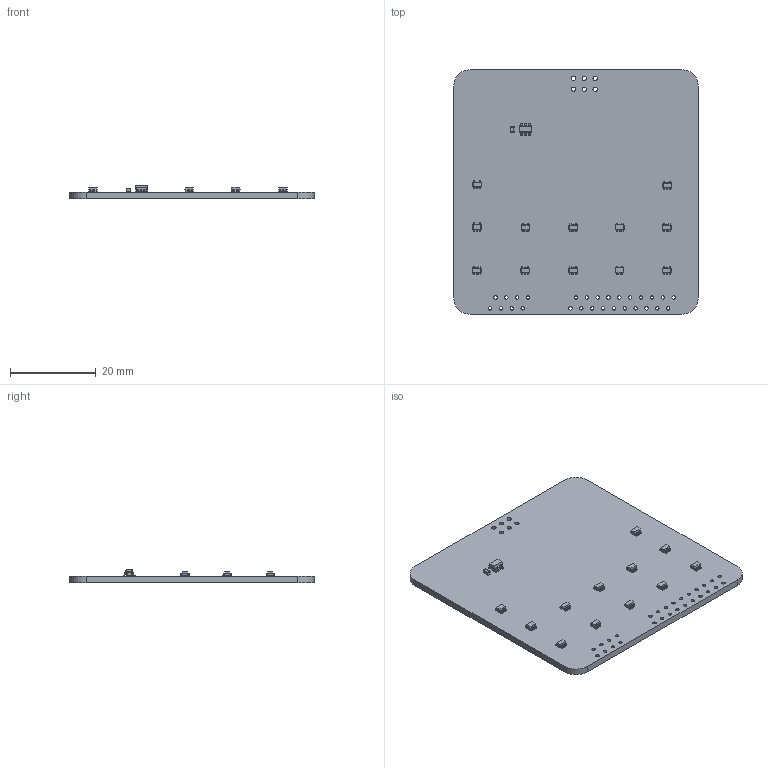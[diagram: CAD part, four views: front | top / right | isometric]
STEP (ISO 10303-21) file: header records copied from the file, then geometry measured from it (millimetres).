
FILE_DESCRIPTION(('KiCad electronic assembly'),'2;1');
FILE_NAME('Chassis_Strain.step','2020-03-04T21:53:24',('An Author'),( 'A Company'),'Open CASCADE STEP processor 6.8', 'KiCad to STEP converter','Unknown');
FILE_SCHEMA(('AUTOMOTIVE_DESIGN_CC2 { 1 2 10303 214 -1 1 5 4 }'));
Length unit declared in the file: millimetre
Products named in the file (8): Open CASCADE STEP translator 6.8 1; SOT-353_SC-70-5; SOLID; SOT-23-6; C_0603_1608Metric; COMPOUND
Assembly tree (18 placements, depth 3):
  Open CASCADE STEP translator 6.8 1
    SOT-353_SC-70-5  x12
      SOLID
    SOT-23-6
      SOLID
    C_0603_1608Metric
      SOLID
    COMPOUND
Bounding box: 57.15 x 57.15 x 3.2 mm (x, y, z)
Volume: 5210.9 mm3; surface area: 7163.7 mm2
Topology: 15 solids, 15 shells, 1444 faces, 3540 edges, 2128 vertices
Faces by surface type: plane 752, bspline 378, cylinder 314
Full cylindrical faces by diameter (mm): 0.8 x28, 1.016 x6
Entity records: 29584 total; most frequent: CARTESIAN_POINT 13094, DIRECTION 2412, ORIENTED_EDGE 1536, PCURVE 1536, DEFINITIONAL_REPRESENTATION 1536, LINE 1460, VECTOR 1460, EDGE_CURVE 768
